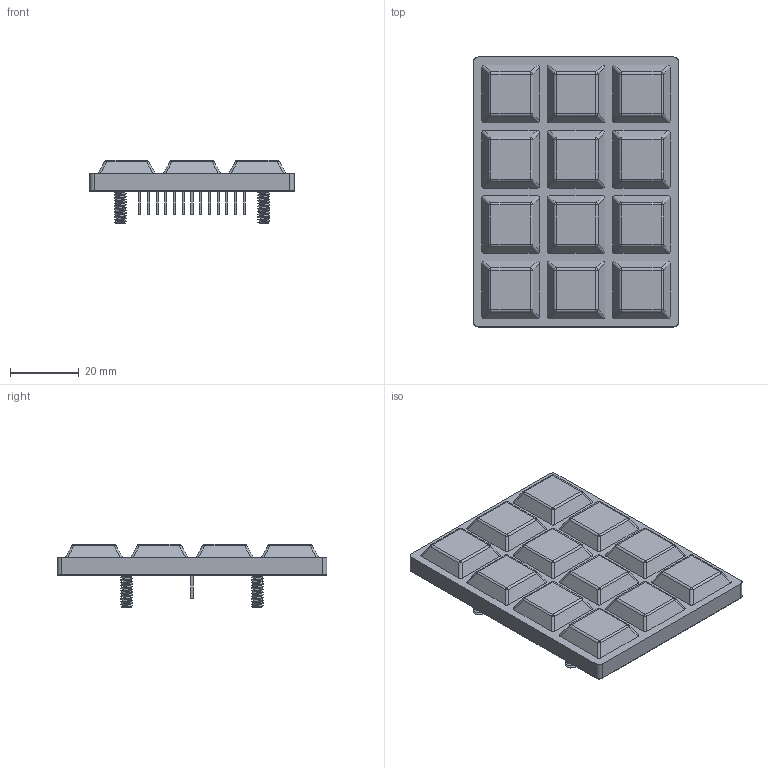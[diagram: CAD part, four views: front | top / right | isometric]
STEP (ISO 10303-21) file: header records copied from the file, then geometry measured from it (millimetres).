
FILE_DESCRIPTION((''),'2;1');
FILE_NAME('84LS-AC2-XXX-N_SW0001','2020-09-09T',('dlatimer'),(''),'PRO/ENGINEER BY PARAMETRIC TECHNOLOGY CORPORATION, 2016100','PRO/ENGINEER BY PARAMETRIC TECHNOLOGY CORPORATION, 2016100','');
FILE_SCHEMA(('CONFIG_CONTROL_DESIGN'));
Length unit declared in the file: inch
Products named in the file (1): 84LS-AC2-XXX-N_SW0001
Bounding box: 59.69 x 78.74 x 18.41 mm (x, y, z)
Volume: 20000.3 mm3; surface area: 33895.4 mm2
Topology: 1 solids, 1 shells, 1048 faces, 2700 edges, 1696 vertices
Faces by surface type: plane 682, cylinder 242, sphere 48, cone 36, bspline 32, torus 8
Entity records: 41928 total; most frequent: CARTESIAN_POINT 16440, ORIENTED_EDGE 5400, DIRECTION 4964, EDGE_CURVE 2700, VECTOR 1956, LINE 1956, VERTEX_POINT 1696, AXIS2_PLACEMENT_3D 1504
